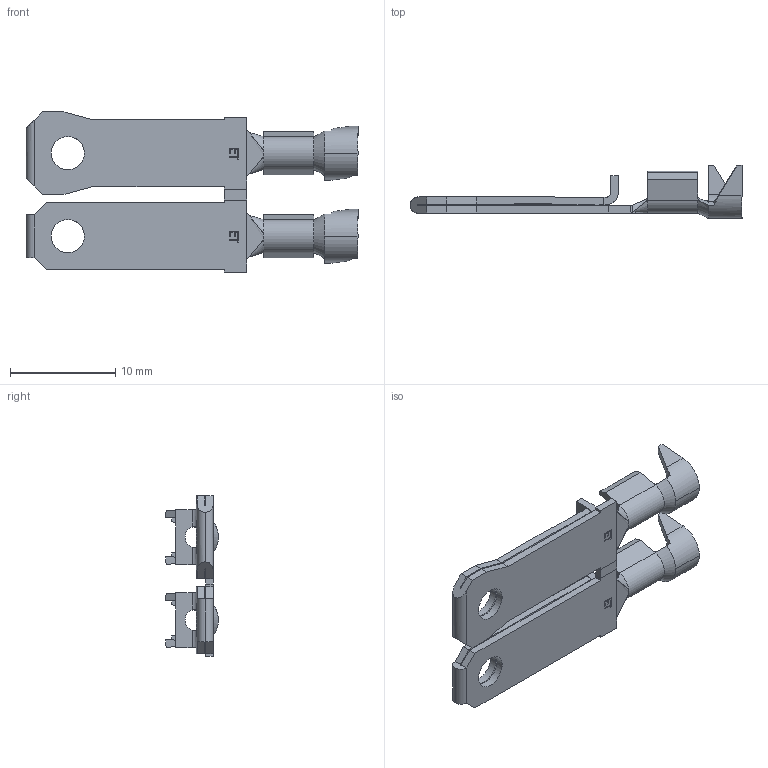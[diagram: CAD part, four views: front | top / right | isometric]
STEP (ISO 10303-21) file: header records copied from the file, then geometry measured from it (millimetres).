
FILE_DESCRIPTION (( 'STEP AP203' ), '1' );
FILE_NAME ('09532.STEP', '2015-01-19T20:52:57', ( '' ), ( '' ), 'SwSTEP 2.0', 'SolidWorks 2014', '' );
FILE_SCHEMA (( 'CONFIG_CONTROL_DESIGN' ));
Length unit declared in the file: inch
Products named in the file (4): TOOL0857CARRIER; 09532; PPB817F2PART1; PPB817F2PART2
Assembly tree (3 placements, depth 2):
  09532
    PPB817F2PART1
    PPB817F2PART2
    TOOL0857CARRIER
Bounding box: 31.5 x 5.03 x 15.24 mm (x, y, z)
Volume: 458.3 mm3; surface area: 1547.7 mm2
Topology: 3 solids, 3 shells, 376 faces, 986 edges, 616 vertices
Faces by surface type: plane 246, cylinder 72, bspline 34, cone 24
Entity records: 12388 total; most frequent: CARTESIAN_POINT 3020, ORIENTED_EDGE 1972, DIRECTION 1698, EDGE_CURVE 986, VECTOR 714, LINE 714, VERTEX_POINT 616, AXIS2_PLACEMENT_3D 492
